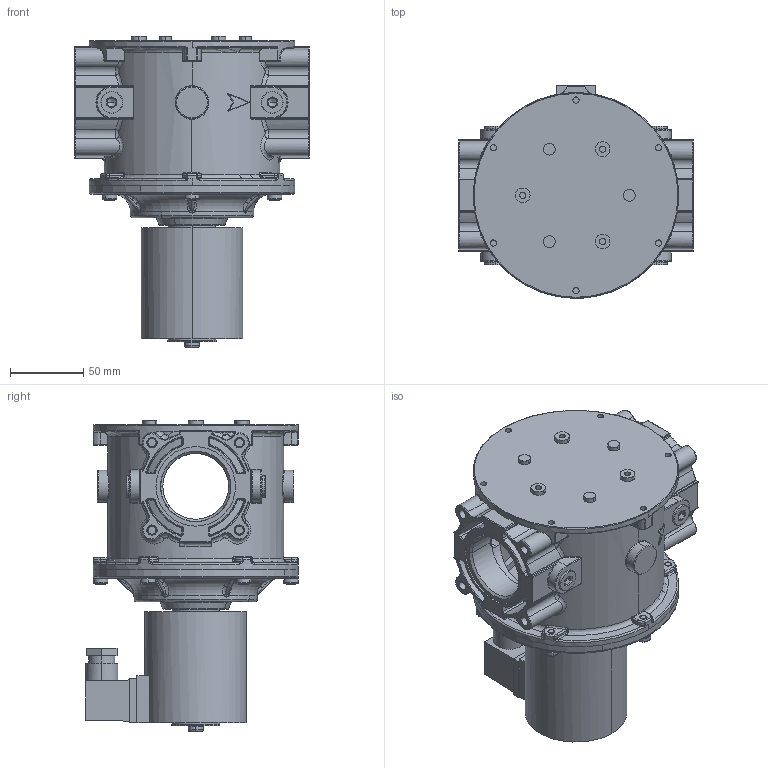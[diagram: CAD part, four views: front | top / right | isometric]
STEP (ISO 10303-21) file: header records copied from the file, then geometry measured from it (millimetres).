
FILE_DESCRIPTION((''),'2;1');
FILE_NAME('EVPC06_ASM','2016-12-13T',('riccardos'),(''),'PRO/ENGINEER BY PARAMETRIC TECHNOLOGY CORPORATION, 2015030','PRO/ENGINEER BY PARAMETRIC TECHNOLOGY CORPORATION, 2015030','');
FILE_SCHEMA(('CONFIG_CONTROL_DESIGN'));
Products named in the file (10): CO-1012; CP-0500; GUAINADN50; BO-0375; TP-100; VITI; CONNECTOR; OR-1212; DI-0011; EVPC06_ASM
Assembly tree (18 placements, depth 2):
  EVPC06_ASM
    CO-1012
    CP-0500
    GUAINADN50
    BO-0375
    TP-100  x4
    VITI  x7
    CONNECTOR
    OR-1212
    DI-0011
Bounding box: 160 x 145.05 x 212.57 mm (x, y, z)
Volume: 863717.2 mm3; surface area: 255675.8 mm2
Topology: 18 solids, 26 shells, 1932 faces, 4430 edges, 2602 vertices
Faces by surface type: cylinder 622, bspline 382, plane 375, torus 313, cone 184, sphere 56
Entity records: 62003 total; most frequent: CARTESIAN_POINT 31034, ORIENTED_EDGE 6604, DIRECTION 6317, EDGE_CURVE 3318, AXIS2_PLACEMENT_3D 2736, VERTEX_POINT 1945, CIRCLE 1615, EDGE_LOOP 1549
